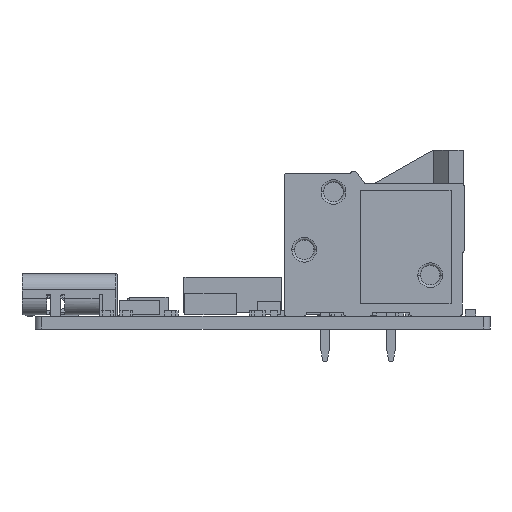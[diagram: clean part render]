
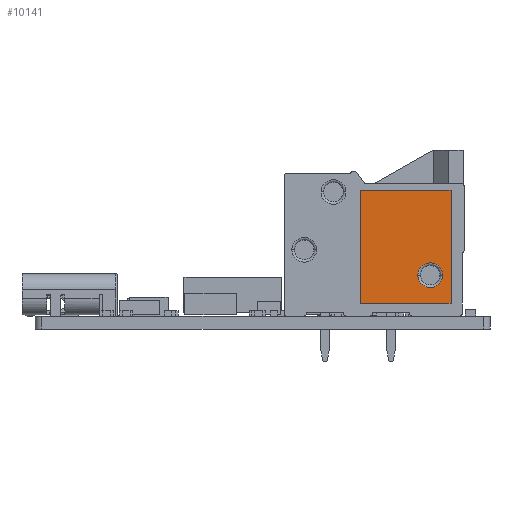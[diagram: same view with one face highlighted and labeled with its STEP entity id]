
A CAD part, front view. The second image highlights one B-rep face of the part: STEP entity #10141.
In plain terms, the highlighted face is planar.
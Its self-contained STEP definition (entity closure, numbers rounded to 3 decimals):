
#8132 = VERTEX_POINT('',#8133);
#8133 = CARTESIAN_POINT('',(10.25,2.3,0.05));
#8140 = EDGE_CURVE('',#8141,#8132,#8143,.T.);
#8141 = VERTEX_POINT('',#8142);
#8142 = CARTESIAN_POINT('',(12.15,2.3,0.05));
#8143 = CIRCLE('',#8144,0.95);
#8144 = AXIS2_PLACEMENT_3D('',#8145,#8146,#8147);
#8145 = CARTESIAN_POINT('',(11.2,2.3,0.05));
#8146 = DIRECTION('',(0.,0.,1.));
#8147 = DIRECTION('',(1.,0.,-0.));
#10051 = VERTEX_POINT('',#10052);
#10052 = CARTESIAN_POINT('',(5.8,-4.25,0.05));
#10058 = EDGE_CURVE('',#10051,#10059,#10061,.T.);
#10059 = VERTEX_POINT('',#10060);
#10060 = CARTESIAN_POINT('',(12.8,-4.25,0.05));
#10061 = LINE('',#10062,#10063);
#10062 = CARTESIAN_POINT('',(5.8,-4.25,0.05));
#10063 = VECTOR('',#10064,1.);
#10064 = DIRECTION('',(1.,0.,0.));
#10082 = EDGE_CURVE('',#10059,#10083,#10085,.T.);
#10083 = VERTEX_POINT('',#10084);
#10084 = CARTESIAN_POINT('',(12.8,4.45,0.05));
#10085 = LINE('',#10086,#10087);
#10086 = CARTESIAN_POINT('',(12.8,-4.25,0.05));
#10087 = VECTOR('',#10088,1.);
#10088 = DIRECTION('',(0.,1.,0.));
#10106 = EDGE_CURVE('',#10083,#10107,#10109,.T.);
#10107 = VERTEX_POINT('',#10108);
#10108 = CARTESIAN_POINT('',(5.8,4.45,0.05));
#10109 = LINE('',#10110,#10111);
#10110 = CARTESIAN_POINT('',(12.8,4.45,0.05));
#10111 = VECTOR('',#10112,1.);
#10112 = DIRECTION('',(-1.,0.,0.));
#10130 = EDGE_CURVE('',#10107,#10051,#10131,.T.);
#10131 = LINE('',#10132,#10133);
#10132 = CARTESIAN_POINT('',(5.8,4.45,0.05));
#10133 = VECTOR('',#10134,1.);
#10134 = DIRECTION('',(0.,-1.,0.));
#10141 = ADVANCED_FACE('',(#10142,#10148),#10158,.F.);
#10142 = FACE_BOUND('',#10143,.T.);
#10143 = EDGE_LOOP('',(#10144,#10145,#10146,#10147));
#10144 = ORIENTED_EDGE('',*,*,#10058,.F.);
#10145 = ORIENTED_EDGE('',*,*,#10130,.F.);
#10146 = ORIENTED_EDGE('',*,*,#10106,.F.);
#10147 = ORIENTED_EDGE('',*,*,#10082,.F.);
#10148 = FACE_BOUND('',#10149,.T.);
#10149 = EDGE_LOOP('',(#10150,#10151));
#10150 = ORIENTED_EDGE('',*,*,#8140,.T.);
#10151 = ORIENTED_EDGE('',*,*,#10152,.T.);
#10152 = EDGE_CURVE('',#8132,#8141,#10153,.T.);
#10153 = CIRCLE('',#10154,0.95);
#10154 = AXIS2_PLACEMENT_3D('',#10155,#10156,#10157);
#10155 = CARTESIAN_POINT('',(11.2,2.3,0.05));
#10156 = DIRECTION('',(0.,0.,1.));
#10157 = DIRECTION('',(1.,0.,-0.));
#10158 = PLANE('',#10159);
#10159 = AXIS2_PLACEMENT_3D('',#10160,#10161,#10162);
#10160 = CARTESIAN_POINT('',(12.8,-4.25,0.05));
#10161 = DIRECTION('',(0.,0.,1.));
#10162 = DIRECTION('',(1.,0.,-0.));
